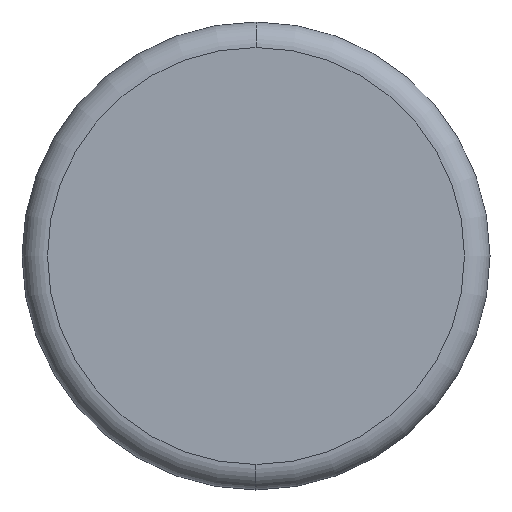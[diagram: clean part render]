
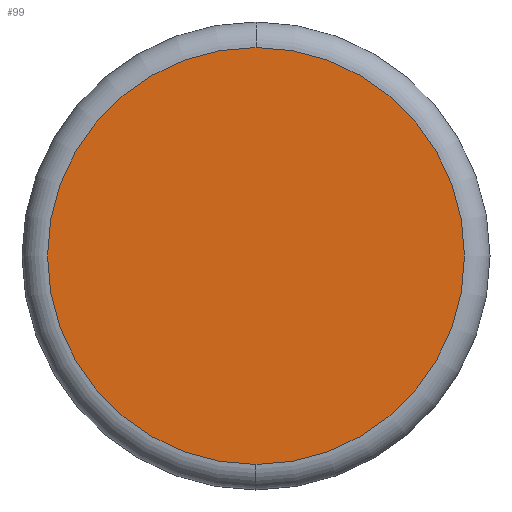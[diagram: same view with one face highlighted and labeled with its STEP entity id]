
A CAD part, left-side view. The second image highlights one B-rep face of the part: STEP entity #99.
In plain terms, the highlighted planar face has unit normal (-1, 0, 0).
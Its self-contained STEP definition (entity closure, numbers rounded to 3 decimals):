
#5 = FACE_OUTER_BOUND ( 'NONE', #343, .T. ) ;
#12 = CARTESIAN_POINT ( 'NONE',  ( 0., 0., -2.45 ) ) ;
#66 = DIRECTION ( 'NONE',  ( -1., 0., 0. ) ) ;
#70 = CARTESIAN_POINT ( 'NONE',  ( 0., 0., 0. ) ) ;
#99 = ADVANCED_FACE ( 'NONE', ( #5 ), #210, .T. ) ;
#117 = ORIENTED_EDGE ( 'NONE', *, *, #121, .T. ) ;
#121 = EDGE_CURVE ( 'NONE', #267, #224, #157, .T. ) ;
#124 = DIRECTION ( 'NONE',  ( -1., 0., 0. ) ) ;
#153 = CARTESIAN_POINT ( 'NONE',  ( 0., 0., 0. ) ) ;
#155 = DIRECTION ( 'NONE',  ( 0., 0., 1. ) ) ;
#157 = CIRCLE ( 'NONE', #178, 2.45 ) ;
#178 = AXIS2_PLACEMENT_3D ( 'NONE', #153, #124, #155 ) ;
#182 = DIRECTION ( 'NONE',  ( 0., 0., 1. ) ) ;
#196 = DIRECTION ( 'NONE',  ( 0., 0., 1. ) ) ;
#206 = ORIENTED_EDGE ( 'NONE', *, *, #274, .T. ) ;
#210 = PLANE ( 'NONE',  #349 ) ;
#224 = VERTEX_POINT ( 'NONE', #12 ) ;
#267 = VERTEX_POINT ( 'NONE', #332 ) ;
#274 = EDGE_CURVE ( 'NONE', #224, #267, #357, .T. ) ;
#281 = AXIS2_PLACEMENT_3D ( 'NONE', #70, #286, #196 ) ;
#286 = DIRECTION ( 'NONE',  ( -1., 0., 0. ) ) ;
#312 = CARTESIAN_POINT ( 'NONE',  ( 0., 0., 0. ) ) ;
#332 = CARTESIAN_POINT ( 'NONE',  ( 0., 0., 2.45 ) ) ;
#343 = EDGE_LOOP ( 'NONE', ( #117, #206 ) ) ;
#349 = AXIS2_PLACEMENT_3D ( 'NONE', #312, #66, #182 ) ;
#357 = CIRCLE ( 'NONE', #281, 2.45 ) ;
